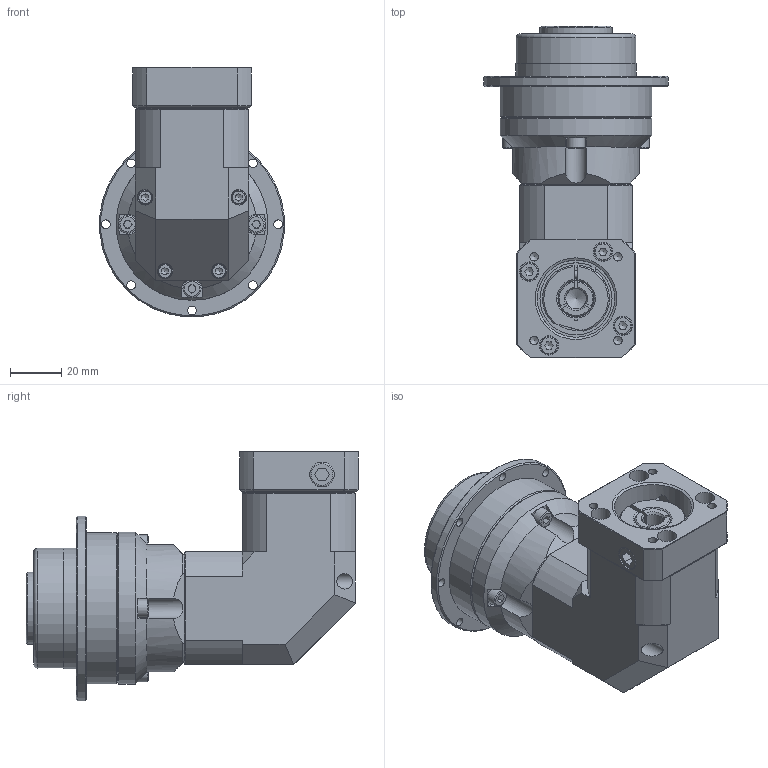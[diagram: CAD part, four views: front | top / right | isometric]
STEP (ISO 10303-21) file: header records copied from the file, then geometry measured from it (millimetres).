
FILE_DESCRIPTION((''),'2;1');
FILE_NAME('KSDL-47-2.stp','2013-08-16T14:44:43',('young'),(''),'Autodesk Inventor 2012','Autodesk Inventor 2012','');
FILE_SCHEMA(('AUTOMOTIVE_DESIGN { 1 0 10303 214 1 1 1 1 }'));
Length unit declared in the file: millimetre
Products named in the file (4): KSDL-47-2; BS 4168 : 부품 1 6각 소켓 머리 캡 나사 - 미터 M4 x 16; BS 4168 : 부품 1 6각 소켓 머리 캡 나사 - 미터 M3 x 30
Assembly tree (9 placements, depth 2):
  KSDL-47-2
    KSDL-47-2
    BS 4168 : 부품 1 6각 소켓 머리 캡 나사 - 미터 M4 x 16  x4
    BS 4168 : 부품 1 6각 소켓 머리 캡 나사 - 미터 M3 x 30  x4
Bounding box: 71.73 x 129 x 96.86 mm (x, y, z)
Volume: 203874.4 mm3; surface area: 85486.5 mm2
Topology: 22 solids, 22 shells, 688 faces, 1681 edges, 1091 vertices
Faces by surface type: plane 332, cylinder 175, cone 136, torus 27, bspline 18
Full cylindrical faces by diameter (mm): 1 x1, 2.5 x4, 3 x10, 3.3 x16, 3.4 x8, 3.5 x4, 3.83 x6, 4 x12, 4.5 x4, 5.5 x5, 6 x4, 7 x8, 7.5 x4, 8 x1, 8.2 x2, 8.5 x1, 9.5 x2, 10 x1, 11 x1, 12 x1, 14.2 x1, 14.8 x1, 15.5 x1, 24.5 x1, 28 x3, 29 x1, 30 x3, 32 x4, 34 x2, 34.7 x1
Entity records: 28485 total; most frequent: CARTESIAN_POINT 15475, DIRECTION 2667, ORIENTED_EDGE 2400, EDGE_CURVE 1200, AXIS2_PLACEMENT_3D 1120, EDGE_LOOP 920, VERTEX_POINT 894, FACE_OUTER_BOUND 598
